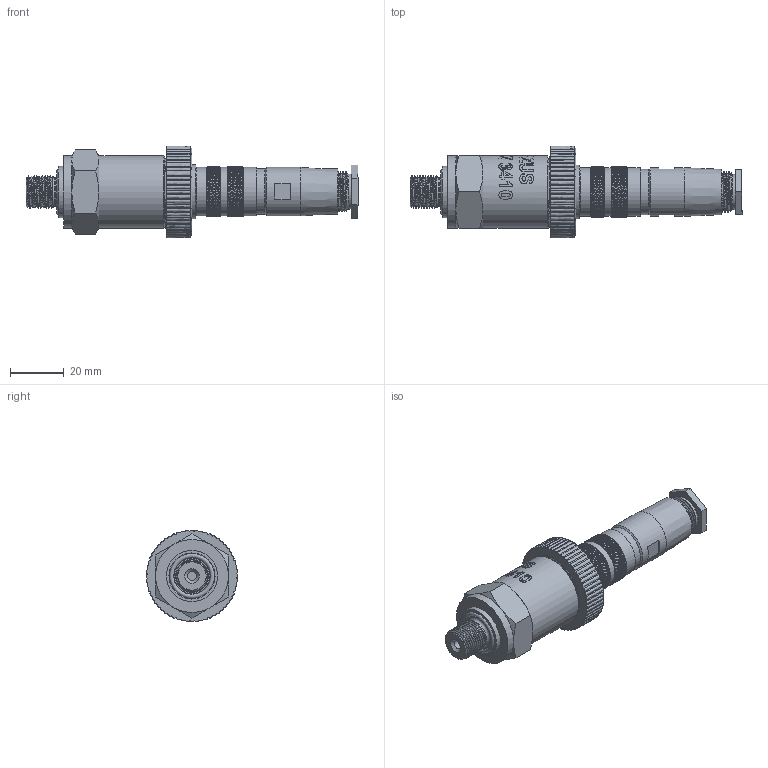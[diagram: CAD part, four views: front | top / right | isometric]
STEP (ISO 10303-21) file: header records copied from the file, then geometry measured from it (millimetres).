
FILE_DESCRIPTION(/* description */ (''),/* implementation_level */ '2;1');
FILE_NAME(/* name */ 'APZ3410_8_Binder723.step',/* time_stamp */ '2021-06-25T13:23:49+03:00',/* author */ (''),/* organization */ (''),/* preprocessor_version */ 'ST-DEVELOPER v18.1',/* originating_system */ 'Autodesk Translation Framework v10.9.0.1377',/* authorisation */ '');
FILE_SCHEMA (('AUTOMOTIVE_DESIGN { 1 0 10303 214 3 1 1 }'));
Products named in the file (7): апз3410_filled; OMAL nut M27x1.5 v8; Binder 723 assembly v4; Binder 723 female v10; Binder 723 male v8; Ш100.000.005 v4; M12x1 DIN
Assembly tree (6 placements, depth 3):
  апз3410_filled
    OMAL nut M27x1.5 v8
    Binder 723 assembly v4
      Binder 723 female v10
      Binder 723 male v8
    Ш100.000.005 v4
    M12x1 DIN
Bounding box: 123.07 x 34 x 34 mm (x, y, z)
Volume: 46163.8 mm3; surface area: 20422.1 mm2
Topology: 8 solids, 8 shells, 3514 faces, 8891 edges, 5815 vertices
Faces by surface type: plane 2151, cylinder 632, bspline 421, cone 302, torus 8
Full cylindrical faces by diameter (mm): 1 x15, 1.5 x5, 3.3 x1, 10 x1, 10.5 x1, 10.741 x9, 11.8 x1, 11.884 x9, 12 x1, 13 x1, 13.5 x2, 13.741 x3, 14.884 x2, 15.044 x5, 15.2 x1, 15.908 x4, 16.7 x1, 16.8 x1, 17.044 x7, 17.283 x6, 17.6 x1, 17.908 x7, 18 x4, 18.124 x7, 18.161 x2, 19 x1, 20 x1, 21.4 x2, 22.3 x1, 24.5 x1
Entity records: 131636 total; most frequent: CARTESIAN_POINT 47684, DIRECTION 17896, ORIENTED_EDGE 17782, EDGE_CURVE 8891, AXIS2_PLACEMENT_3D 7729, VERTEX_POINT 5815, EDGE_LOOP 3944, ELLIPSE 3870
